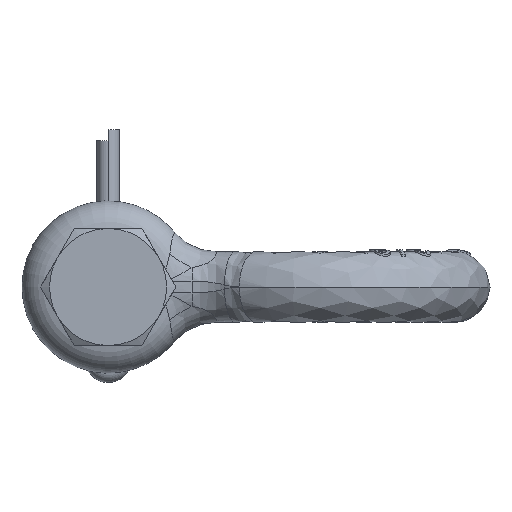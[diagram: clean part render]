
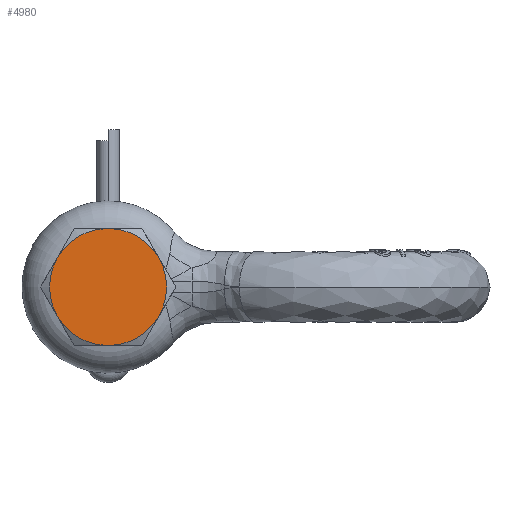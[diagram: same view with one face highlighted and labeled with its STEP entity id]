
A CAD part, left-side view. The second image highlights one B-rep face of the part: STEP entity #4980.
In plain terms, the highlighted planar face has unit normal (-1, 0, 0).
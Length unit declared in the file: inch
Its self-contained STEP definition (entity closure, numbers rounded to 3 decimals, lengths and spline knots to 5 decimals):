
#1007=CARTESIAN_POINT('',(-0.9343,0.,0.));
#1008=DIRECTION('',(-1.,0.,0.));
#1009=DIRECTION('',(0.,0.,-1.));
#1010=AXIS2_PLACEMENT_3D('',#1007,#1008,#1009);
#1012=CARTESIAN_POINT('',(-0.9343,0.,0.));
#1013=DIRECTION('',(-1.,0.,0.));
#1014=DIRECTION('',(0.,0.866,-0.5));
#1015=AXIS2_PLACEMENT_3D('',#1012,#1013,#1014);
#1017=CARTESIAN_POINT('',(-0.9343,0.,0.));
#1018=DIRECTION('',(-1.,0.,0.));
#1019=DIRECTION('',(0.,0.866,0.5));
#1020=AXIS2_PLACEMENT_3D('',#1017,#1018,#1019);
#1022=CARTESIAN_POINT('',(-0.9343,0.,0.));
#1023=DIRECTION('',(-1.,0.,0.));
#1024=DIRECTION('',(0.,0.,1.));
#1025=AXIS2_PLACEMENT_3D('',#1022,#1023,#1024);
#1027=CARTESIAN_POINT('',(-0.9343,0.,0.));
#1028=DIRECTION('',(-1.,0.,0.));
#1029=DIRECTION('',(0.,-0.866,0.5));
#1030=AXIS2_PLACEMENT_3D('',#1027,#1028,#1029);
#1032=CARTESIAN_POINT('',(-0.9343,0.,0.));
#1033=DIRECTION('',(-1.,0.,0.));
#1034=DIRECTION('',(0.,-0.866,-0.5));
#1035=AXIS2_PLACEMENT_3D('',#1032,#1033,#1034);
#3261=CARTESIAN_POINT('',(-0.9343,0.,-0.3125));
#3262=CARTESIAN_POINT('',(-0.9343,-0.27063,
-0.15625));
#3263=VERTEX_POINT('',#3261);
#3264=VERTEX_POINT('',#3262);
#3265=CARTESIAN_POINT('',(-0.9343,-0.27063,
0.15625));
#3266=VERTEX_POINT('',#3265);
#3267=CARTESIAN_POINT('',(-0.9343,0.,0.3125));
#3268=VERTEX_POINT('',#3267);
#3269=CARTESIAN_POINT('',(-0.9343,0.27063,
0.15625));
#3270=VERTEX_POINT('',#3269);
#3271=CARTESIAN_POINT('',(-0.9343,0.27063,
-0.15625));
#3272=VERTEX_POINT('',#3271);
#4964=CARTESIAN_POINT('',(-0.9343,0.,0.));
#4965=DIRECTION('',(-1.,0.,0.));
#4966=DIRECTION('',(0.,0.,1.));
#4967=AXIS2_PLACEMENT_3D('',#4964,#4965,#4966);
#4968=PLANE('',#4967);
#4970=ORIENTED_EDGE('',*,*,#4969,.F.);
#4971=ORIENTED_EDGE('',*,*,#4959,.F.);
#4972=ORIENTED_EDGE('',*,*,#4947,.F.);
#4973=ORIENTED_EDGE('',*,*,#4935,.F.);
#4975=ORIENTED_EDGE('',*,*,#4974,.F.);
#4977=ORIENTED_EDGE('',*,*,#4976,.F.);
#4978=EDGE_LOOP('',(#4970,#4971,#4972,#4973,#4975,#4977));
#4979=FACE_OUTER_BOUND('',#4978,.F.);
#4980=ADVANCED_FACE('',(#4979),#4968,.T.);
#1011=CIRCLE('',#1010,0.3125);
#1016=CIRCLE('',#1015,0.3125);
#1021=CIRCLE('',#1020,0.3125);
#1026=CIRCLE('',#1025,0.3125);
#1031=CIRCLE('',#1030,0.3125);
#1036=CIRCLE('',#1035,0.3125);
#4935=EDGE_CURVE('',#3268,#3270,#1026,.T.);
#4947=EDGE_CURVE('',#3270,#3272,#1021,.T.);
#4959=EDGE_CURVE('',#3272,#3263,#1016,.T.);
#4969=EDGE_CURVE('',#3263,#3264,#1011,.T.);
#4974=EDGE_CURVE('',#3266,#3268,#1031,.T.);
#4976=EDGE_CURVE('',#3264,#3266,#1036,.T.);
